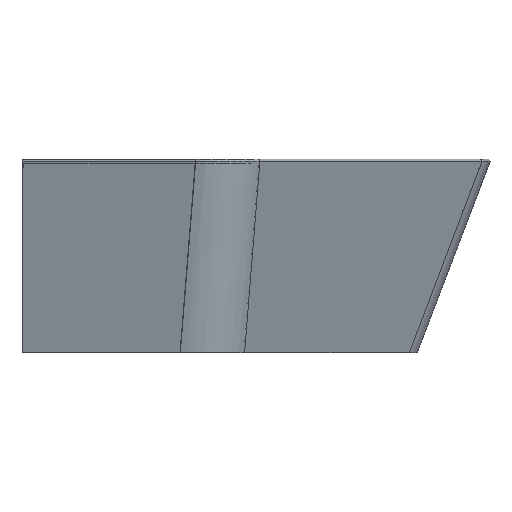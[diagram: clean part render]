
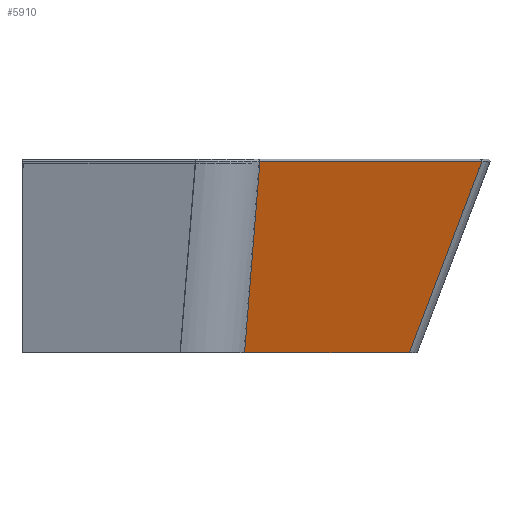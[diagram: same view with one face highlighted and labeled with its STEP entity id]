
A CAD part, front view. The second image highlights one B-rep face of the part: STEP entity #5910.
In plain terms, the highlighted planar face has unit normal (0.859, -0.487, -0.156).
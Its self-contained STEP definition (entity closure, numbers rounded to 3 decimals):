
#4533=CARTESIAN_POINT('',(2043.966,-362.185,0.));
#4534=VERTEX_POINT('',#4533);
#4542=CARTESIAN_POINT('',(1551.061,-1231.621,0.));
#4543=VERTEX_POINT('',#4542);
#4544=CARTESIAN_POINT('',(2043.966,-362.185,0.0));
#4545=DIRECTION('',(-0.493,-0.87,0.0));
#4546=VECTOR('',#4545,999.437);
#4547=LINE('',#4544,#4546);
#4548=EDGE_CURVE('',#4543,#4534,#4547,.F.);
#5852=CARTESIAN_POINT('',(2261.019,-162.99,571.905));
#5853=VERTEX_POINT('',#5852);
#5876=CARTESIAN_POINT('',(2043.966,-362.185,0.));
#5877=DIRECTION('',(0.337,0.31,0.889));
#5878=VECTOR('',#5877,643.325);
#5879=LINE('',#5876,#5878);
#5880=EDGE_CURVE('',#5853,#4534,#5879,.F.);
#5887=CARTESIAN_POINT('',(1933.592,-743.139,580.0));
#5888=DIRECTION('',(-0.859,0.487,0.156));
#5889=DIRECTION('',(0.179,0.0,0.984));
#5890=AXIS2_PLACEMENT_3D('',#5887,#5888,#5889);
#5891=PLANE('',#5890);
#5892=CARTESIAN_POINT('',(1596.833,-1334.548,571.905));
#5893=VERTEX_POINT('',#5892);
#5894=CARTESIAN_POINT('',(2261.019,-162.99,571.905));
#5895=DIRECTION('',(-0.493,-0.87,0.0));
#5896=VECTOR('',#5895,1346.734);
#5897=LINE('',#5894,#5896);
#5898=EDGE_CURVE('',#5853,#5893,#5897,.T.);
#5899=ORIENTED_EDGE('',*,*,#5898,.T.);
#5900=CARTESIAN_POINT('',(1551.061,-1231.621,0.));
#5901=DIRECTION('',(0.079,-0.177,0.981));
#5902=VECTOR('',#5901,582.893);
#5903=LINE('',#5900,#5902);
#5904=EDGE_CURVE('',#5893,#4543,#5903,.F.);
#5905=ORIENTED_EDGE('',*,*,#5904,.T.);
#5906=ORIENTED_EDGE('',*,*,#4548,.T.);
#5907=ORIENTED_EDGE('',*,*,#5880,.F.);
#5908=EDGE_LOOP('',(#5899,#5905,#5906,#5907));
#5909=FACE_OUTER_BOUND('',#5908,.T.);
#5910=ADVANCED_FACE('',(#5909),#5891,.F.);
